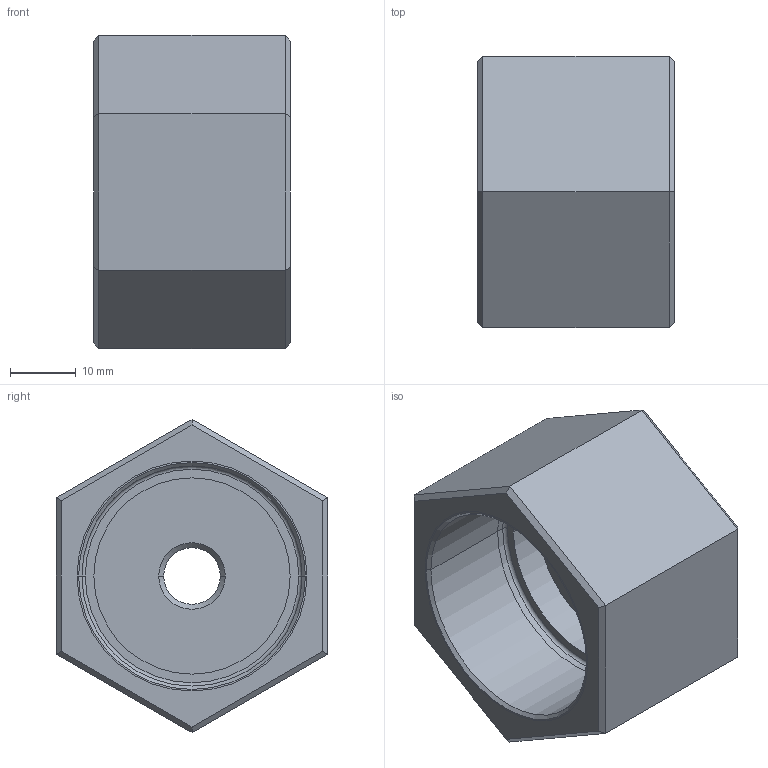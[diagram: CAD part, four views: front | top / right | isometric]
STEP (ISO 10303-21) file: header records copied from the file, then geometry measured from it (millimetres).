
FILE_DESCRIPTION((''),'2;1');
FILE_NAME('ILCM40987243','2006-03-02T',('KR'),(''),'PRO/ENGINEER BY PARAMETRIC TECHNOLOGY CORPORATION, 2004290','PRO/ENGINEER BY PARAMETRIC TECHNOLOGY CORPORATION, 2004290','');
FILE_SCHEMA(('AUTOMOTIVE_DESIGN_CC2 { 1 2 10303 214 -1 1 5 2 }'));
Length unit declared in the file: millimetre
Products named in the file (1): ILCM40987243
Bounding box: 29.97 x 41.27 x 47.66 mm (x, y, z)
Volume: 25546.6 mm3; surface area: 11306.3 mm2
Topology: 1 solids, 3 shells, 47 faces, 102 edges, 62 vertices
Faces by surface type: plane 25, cylinder 12, cone 8, torus 2
Entity records: 1398 total; most frequent: DIRECTION 238, CARTESIAN_POINT 212, ORIENTED_EDGE 196, COLOUR_RGB 105, EDGE_CURVE 102, AXIS2_PLACEMENT_3D 88, VECTOR 62, LINE 62
